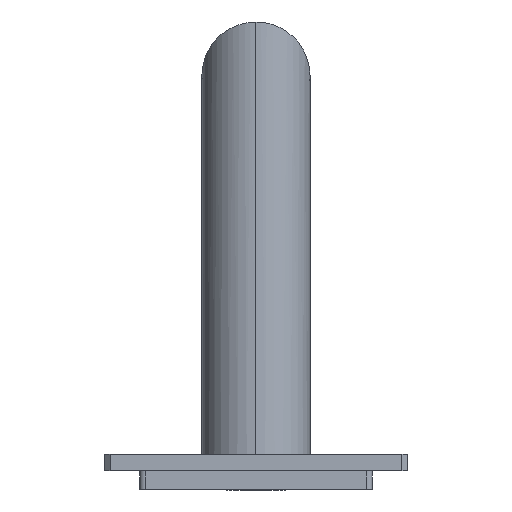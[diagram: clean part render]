
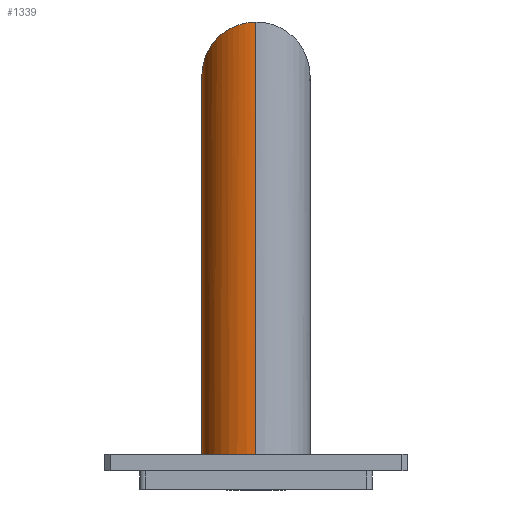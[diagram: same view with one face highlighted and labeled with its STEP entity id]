
A CAD part, left-side view. The second image highlights one B-rep face of the part: STEP entity #1339.
In plain terms, the highlighted cylindrical face has radius 10.03 mm (diameter 20.059 mm), a partial arc.
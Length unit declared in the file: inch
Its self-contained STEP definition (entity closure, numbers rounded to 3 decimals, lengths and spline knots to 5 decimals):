
#205=CARTESIAN_POINT('',(-9.,0.,0.1181));
#206=DIRECTION('',(0.,0.,-1.));
#207=DIRECTION('',(-1.,0.,0.));
#208=AXIS2_PLACEMENT_3D('',#205,#206,#207);
#436=DIRECTION('',(0.,0.,-1.));
#437=VECTOR('',#436,2.36104);
#438=CARTESIAN_POINT('',(-8.60513,0.,2.47914));
#439=LINE('',#438,#437);
#440=CARTESIAN_POINT('',(-9.,0.39487,2.87401));
#441=CARTESIAN_POINT('',(-8.99177,0.39487,2.86577));
#442=CARTESIAN_POINT('',(-8.97533,0.39436,2.84934));
#443=CARTESIAN_POINT('',(-8.95082,0.39205,2.82483));
#444=CARTESIAN_POINT('',(-8.92662,0.38825,2.80063));
#445=CARTESIAN_POINT('',(-8.90286,0.38299,2.77687));
#446=CARTESIAN_POINT('',(-8.87969,0.37635,2.7537));
#447=CARTESIAN_POINT('',(-8.85723,0.36841,2.73124));
#448=CARTESIAN_POINT('',(-8.83557,0.35926,2.70958));
#449=CARTESIAN_POINT('',(-8.81482,0.34901,2.68882));
#450=CARTESIAN_POINT('',(-8.79503,0.33775,2.66904));
#451=CARTESIAN_POINT('',(-8.77625,0.32561,2.65026));
#452=CARTESIAN_POINT('',(-8.75854,0.31269,2.63255));
#453=CARTESIAN_POINT('',(-8.7419,0.2991,2.61591));
#454=CARTESIAN_POINT('',(-8.72635,0.28493,2.60036));
#455=CARTESIAN_POINT('',(-8.71188,0.27027,2.58589));
#456=CARTESIAN_POINT('',(-8.69848,0.25522,2.57249));
#457=CARTESIAN_POINT('',(-8.68613,0.23986,2.56014));
#458=CARTESIAN_POINT('',(-8.67481,0.22426,2.54881));
#459=CARTESIAN_POINT('',(-8.66448,0.20848,2.53849));
#460=CARTESIAN_POINT('',(-8.65511,0.19258,2.52912));
#461=CARTESIAN_POINT('',(-8.64665,0.17656,2.52066));
#462=CARTESIAN_POINT('',(-8.63906,0.16046,2.51307));
#463=CARTESIAN_POINT('',(-8.63231,0.14431,2.50633));
#464=CARTESIAN_POINT('',(-8.62636,0.12813,2.50038));
#465=CARTESIAN_POINT('',(-8.6212,0.11194,2.49522));
#466=CARTESIAN_POINT('',(-8.6168,0.09577,2.49081));
#467=CARTESIAN_POINT('',(-8.61312,0.07961,2.48713));
#468=CARTESIAN_POINT('',(-8.61016,0.0635,2.48415));
#469=CARTESIAN_POINT('',(-8.60788,0.04746,2.48187));
#470=CARTESIAN_POINT('',(-8.60628,0.03152,2.48027));
#471=CARTESIAN_POINT('',(-8.60534,0.01569,2.47933));
#472=CARTESIAN_POINT('',(-8.60513,0.00521,2.47913));
#473=CARTESIAN_POINT('',(-8.60513,0.,2.47914));
#475=CARTESIAN_POINT('',(-9.39487,0.,3.26888));
#476=CARTESIAN_POINT('',(-9.39487,0.00521,3.26889));
#477=CARTESIAN_POINT('',(-9.39466,0.01569,3.26869));
#478=CARTESIAN_POINT('',(-9.39372,0.03152,3.26775));
#479=CARTESIAN_POINT('',(-9.39212,0.04746,3.26615));
#480=CARTESIAN_POINT('',(-9.38984,0.0635,3.26387));
#481=CARTESIAN_POINT('',(-9.38688,0.07961,3.26089));
#482=CARTESIAN_POINT('',(-9.3832,0.09577,3.25721));
#483=CARTESIAN_POINT('',(-9.3788,0.11194,3.2528));
#484=CARTESIAN_POINT('',(-9.37364,0.12813,3.24764));
#485=CARTESIAN_POINT('',(-9.36769,0.14431,3.24169));
#486=CARTESIAN_POINT('',(-9.36094,0.16046,3.23495));
#487=CARTESIAN_POINT('',(-9.35335,0.17656,3.22736));
#488=CARTESIAN_POINT('',(-9.34489,0.19258,3.2189));
#489=CARTESIAN_POINT('',(-9.33552,0.20848,3.20953));
#490=CARTESIAN_POINT('',(-9.32519,0.22426,3.19921));
#491=CARTESIAN_POINT('',(-9.31387,0.23986,3.18788));
#492=CARTESIAN_POINT('',(-9.30152,0.25522,3.17553));
#493=CARTESIAN_POINT('',(-9.28812,0.27027,3.16213));
#494=CARTESIAN_POINT('',(-9.27365,0.28493,3.14766));
#495=CARTESIAN_POINT('',(-9.2581,0.2991,3.13211));
#496=CARTESIAN_POINT('',(-9.24146,0.31269,3.11547));
#497=CARTESIAN_POINT('',(-9.22375,0.32561,3.09776));
#498=CARTESIAN_POINT('',(-9.20497,0.33775,3.07898));
#499=CARTESIAN_POINT('',(-9.18518,0.34901,3.0592));
#500=CARTESIAN_POINT('',(-9.16443,0.35926,3.03844));
#501=CARTESIAN_POINT('',(-9.14277,0.36841,3.01678));
#502=CARTESIAN_POINT('',(-9.12031,0.37635,2.99432));
#503=CARTESIAN_POINT('',(-9.09714,0.38299,2.97115));
#504=CARTESIAN_POINT('',(-9.07338,0.38825,2.94739));
#505=CARTESIAN_POINT('',(-9.04918,0.39205,2.92319));
#506=CARTESIAN_POINT('',(-9.02467,0.39436,2.89868));
#507=CARTESIAN_POINT('',(-9.00823,0.39487,2.88225));
#508=CARTESIAN_POINT('',(-9.,0.39487,2.87401));
#510=DIRECTION('',(0.,0.,-1.));
#511=VECTOR('',#510,3.15078);
#512=CARTESIAN_POINT('',(-9.39487,0.,3.26888));
#513=LINE('',#512,#511);
#895=CARTESIAN_POINT('',(-8.60513,0.,2.47914));
#897=VERTEX_POINT('',#895);
#899=CARTESIAN_POINT('',(-9.39487,0.,3.26888));
#901=VERTEX_POINT('',#899);
#905=VERTEX_POINT('',#508);
#910=CARTESIAN_POINT('',(-8.60513,0.,0.1181));
#911=CARTESIAN_POINT('',(-9.39487,0.,0.1181));
#912=VERTEX_POINT('',#910);
#913=VERTEX_POINT('',#911);
#1327=CARTESIAN_POINT('',(-9.,0.,2.87401));
#1328=DIRECTION('',(0.,0.,-1.));
#1329=DIRECTION('',(1.,0.,0.));
#1330=AXIS2_PLACEMENT_3D('',#1327,#1328,#1329);
#1331=CYLINDRICAL_SURFACE('',#1330,0.39487);
#1332=ORIENTED_EDGE('',*,*,#1241,.T.);
#1333=ORIENTED_EDGE('',*,*,#1322,.F.);
#1334=ORIENTED_EDGE('',*,*,#1288,.F.);
#1335=ORIENTED_EDGE('',*,*,#1286,.F.);
#1336=ORIENTED_EDGE('',*,*,#1318,.T.);
#1337=EDGE_LOOP('',(#1332,#1333,#1334,#1335,#1336));
#1338=FACE_OUTER_BOUND('',#1337,.F.);
#1339=ADVANCED_FACE('',(#1338),#1331,.T.);
#209=CIRCLE('',#208,0.39487);
#474=B_SPLINE_CURVE_WITH_KNOTS('',3,(#440,#441,#442,#443,#444,#445,#446,#447,
#448,#449,#450,#451,#452,#453,#454,#455,#456,#457,#458,#459,#460,#461,#462,#463,
#464,#465,#466,#467,#468,#469,#470,#471,#472,#473),.UNSPECIFIED.,.F.,.F.,(4,1,1,
1,1,1,1,1,1,1,1,1,1,1,1,1,1,1,1,1,1,1,1,1,1,1,1,1,1,1,1,4),(0.,
0.03226,0.06452,0.09677,0.12903,
0.16129,0.19355,0.22581,0.25806,
0.29032,0.32258,0.35484,0.3871,
0.41935,0.45161,0.48387,0.51613,
0.54839,0.58065,0.6129,0.64516,
0.67742,0.70968,0.74194,0.77419,
0.80645,0.83871,0.87097,0.90323,
0.93548,0.96774,1.),.UNSPECIFIED.);
#509=B_SPLINE_CURVE_WITH_KNOTS('',3,(#475,#476,#477,#478,#479,#480,#481,#482,
#483,#484,#485,#486,#487,#488,#489,#490,#491,#492,#493,#494,#495,#496,#497,#498,
#499,#500,#501,#502,#503,#504,#505,#506,#507,#508),.UNSPECIFIED.,.F.,.F.,(4,1,1,
1,1,1,1,1,1,1,1,1,1,1,1,1,1,1,1,1,1,1,1,1,1,1,1,1,1,1,1,4),(0.,
0.03226,0.06452,0.09677,0.12903,
0.16129,0.19355,0.22581,0.25806,
0.29032,0.32258,0.35484,0.3871,
0.41935,0.45161,0.48387,0.51613,
0.54839,0.58065,0.6129,0.64516,
0.67742,0.70968,0.74194,0.77419,
0.80645,0.83871,0.87097,0.90323,
0.93548,0.96774,1.),.UNSPECIFIED.);
#1241=EDGE_CURVE('',#913,#912,#209,.T.);
#1286=EDGE_CURVE('',#901,#905,#509,.T.);
#1288=EDGE_CURVE('',#905,#897,#474,.T.);
#1318=EDGE_CURVE('',#901,#913,#513,.T.);
#1322=EDGE_CURVE('',#897,#912,#439,.T.);
